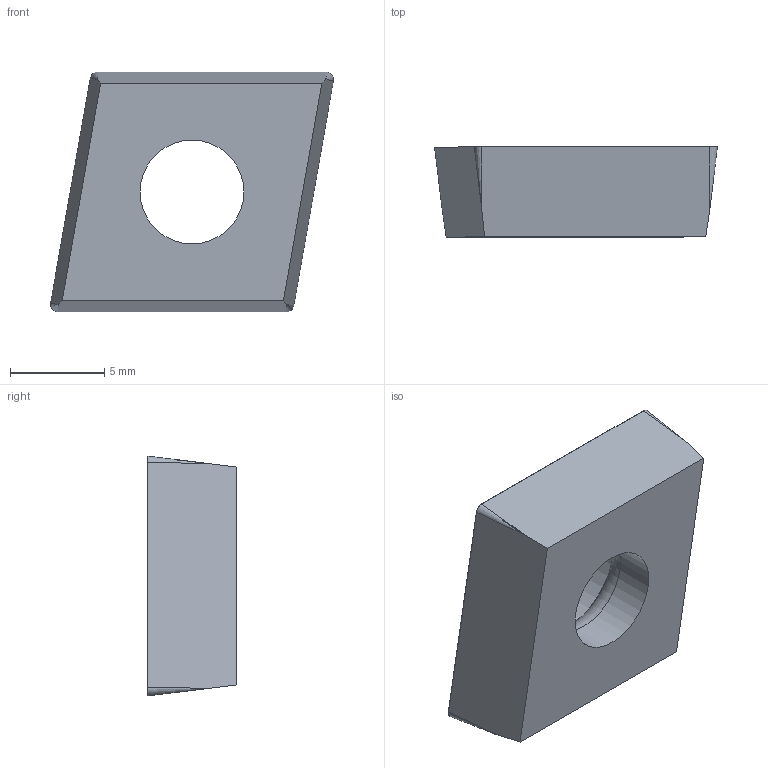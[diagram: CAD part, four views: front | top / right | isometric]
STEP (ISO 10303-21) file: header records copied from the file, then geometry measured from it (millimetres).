
FILE_DESCRIPTION (( 'STEP AP214' ), '1' );
FILE_NAME ('CCMT120404.STEP', '2020-08-17T13:55:15', ( '' ), ( '' ), 'SwSTEP 2.0', 'SolidWorks 2017', '' );
FILE_SCHEMA (( 'AUTOMOTIVE_DESIGN' ));
Length unit declared in the file: millimetre
Products named in the file (1): CCMT120404
Bounding box: 14.98 x 4.76 x 12.7 mm (x, y, z)
Volume: 536.4 mm3; surface area: 577.5 mm2
Topology: 1 solids, 1 shells, 43 faces, 113 edges, 65 vertices
Faces by surface type: plane 15, cone 12, bspline 12, cylinder 2, torus 2
Full cylindrical faces by diameter (mm): 5.5 x1, 7.6 x1
Entity records: 1448 total; most frequent: CARTESIAN_POINT 516, ORIENTED_EDGE 202, DIRECTION 154, EDGE_CURVE 101, VERTEX_POINT 65, AXIS2_PLACEMENT_3D 53, EDGE_LOOP 50, VECTOR 48
